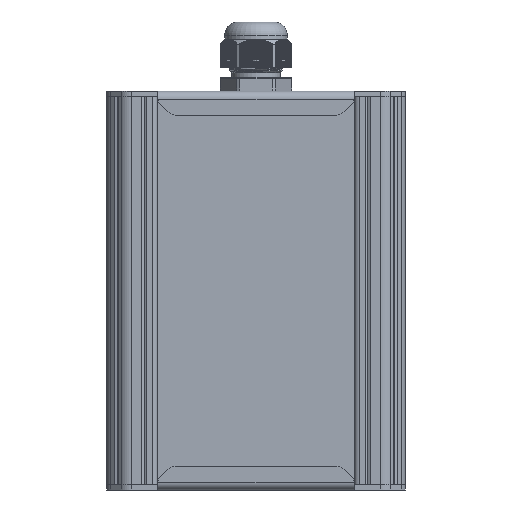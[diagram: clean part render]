
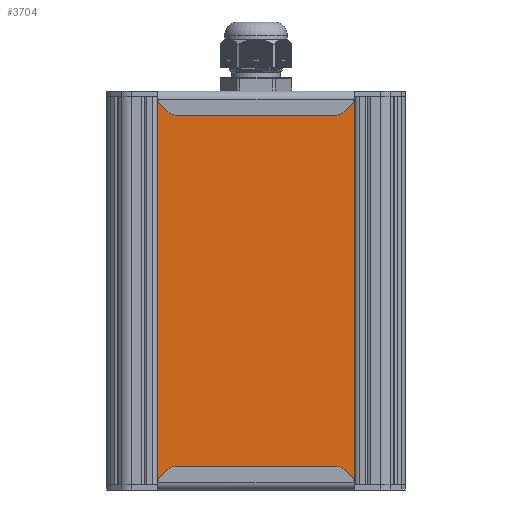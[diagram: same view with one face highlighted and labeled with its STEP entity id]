
A CAD part, front view. The second image highlights one B-rep face of the part: STEP entity #3704.
In plain terms, the highlighted face is planar.
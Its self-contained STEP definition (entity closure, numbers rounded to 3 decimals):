
#3704=ADVANCED_FACE('',(#13927),#13929,.T.);
#13927=FACE_BOUND('',#13928,.T.);
#13928=EDGE_LOOP('',(#29190,#29191,#29192,#29193));
#13929=PLANE('',#13930);
#13930=AXIS2_PLACEMENT_3D('',#13931,#13932,#13933);
#13931=CARTESIAN_POINT('',(120.465,593.492,117.308));
#13932=DIRECTION('',(0.,0.,-1.));
#13933=DIRECTION('',(0.,1.,0.));
#29190=ORIENTED_EDGE('',*,*,#37666,.T.);
#29191=ORIENTED_EDGE('',*,*,#37665,.T.);
#29192=ORIENTED_EDGE('',*,*,#37667,.T.);
#29193=ORIENTED_EDGE('',*,*,#37668,.F.);
#37665=EDGE_CURVE('',#44231,#44236,#44238,.T.);
#37666=EDGE_CURVE('',#44239,#44231,#44240,.F.);
#37667=EDGE_CURVE('',#44236,#44241,#44242,.T.);
#37668=EDGE_CURVE('',#44239,#44241,#44243,.T.);
#44231=VERTEX_POINT('',#64641);
#44236=VERTEX_POINT('',#64650);
#44238=LINE('',#64654,#64655);
#44239=VERTEX_POINT('',#64657);
#44240=LINE('',#64658,#64659);
#44241=VERTEX_POINT('',#64661);
#44242=LINE('',#64662,#64663);
#44243=LINE('',#64665,#64666);
#64641=CARTESIAN_POINT('',(195.465,679.838,117.308));
#64650=CARTESIAN_POINT('',(341.465,679.838,117.308));
#64654=CARTESIAN_POINT('',(195.465,679.838,117.308));
#64655=VECTOR('',#64656,1.);
#64656=DIRECTION('',(1.,0.,0.));
#64657=CARTESIAN_POINT('',(195.465,593.492,117.308));
#64658=CARTESIAN_POINT('',(195.465,679.838,117.308));
#64659=VECTOR('',#64660,1.);
#64660=DIRECTION('',(0.,-1.,0.));
#64661=CARTESIAN_POINT('',(341.465,593.492,117.308));
#64662=CARTESIAN_POINT('',(341.465,679.838,117.308));
#64663=VECTOR('',#64664,1.);
#64664=DIRECTION('',(0.,-1.,0.));
#64665=CARTESIAN_POINT('',(195.465,593.492,117.308));
#64666=VECTOR('',#64667,1.);
#64667=DIRECTION('',(1.,0.,0.));
